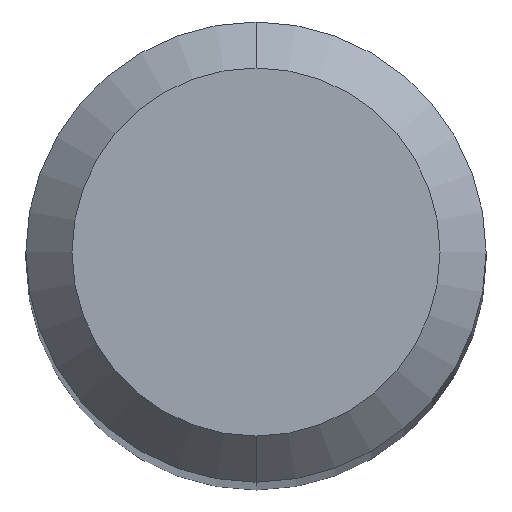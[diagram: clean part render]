
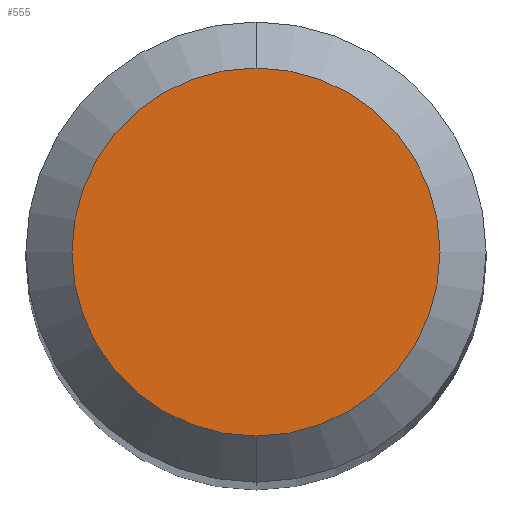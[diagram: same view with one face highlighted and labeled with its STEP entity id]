
A CAD part, top view. The second image highlights one B-rep face of the part: STEP entity #555.
In plain terms, the highlighted planar face has unit normal (0, 0, 1).
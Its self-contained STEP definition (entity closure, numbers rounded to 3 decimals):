
#473=VERTEX_POINT('',#1059);
#477=VERTEX_POINT('',#1063);
#517=EDGE_CURVE('',#473,#477,#1107,.T.);
#555=ADVANCED_FACE('',(#1148),#1149,.T.);
#689=EDGE_CURVE('',#477,#473,#1300,.T.);
#1059=CARTESIAN_POINT('',(0.0,1.2,0.0));
#1063=CARTESIAN_POINT('',(0.,-1.2,0.0));
#1107=CIRCLE('',#2850,1.2);
#1148=FACE_OUTER_BOUND('',#2977,.T.);
#1149=PLANE('',#2978);
#1300=CIRCLE('',#3437,1.2);
#2850=AXIS2_PLACEMENT_3D('',#5019,#5020,#5021);
#2977=EDGE_LOOP('',(#5075,#5076));
#2978=AXIS2_PLACEMENT_3D('',#5077,#5078,#5079);
#3437=AXIS2_PLACEMENT_3D('',#5268,#5269,#5270);
#5019=CARTESIAN_POINT('',(0.0,0.0,0.0));
#5020=DIRECTION('',(0.0,0.0,-1.0));
#5021=DIRECTION('',(0.0,1.0,0.0));
#5075=ORIENTED_EDGE('',*,*,#517,.F.);
#5076=ORIENTED_EDGE('',*,*,#689,.F.);
#5077=CARTESIAN_POINT('',(0.0,0.6,0.0));
#5078=DIRECTION('',(-0.0,0.0,1.0));
#5079=DIRECTION('',(0.0,-1.0,0.0));
#5268=CARTESIAN_POINT('',(0.0,0.0,0.0));
#5269=DIRECTION('',(0.0,0.0,-1.0));
#5270=DIRECTION('',(0.0,1.0,0.0));
